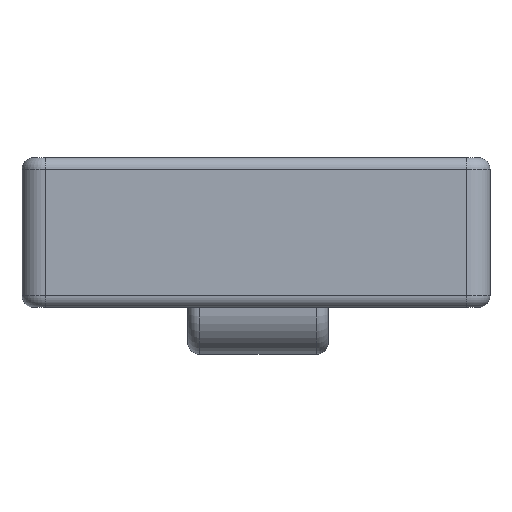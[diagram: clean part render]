
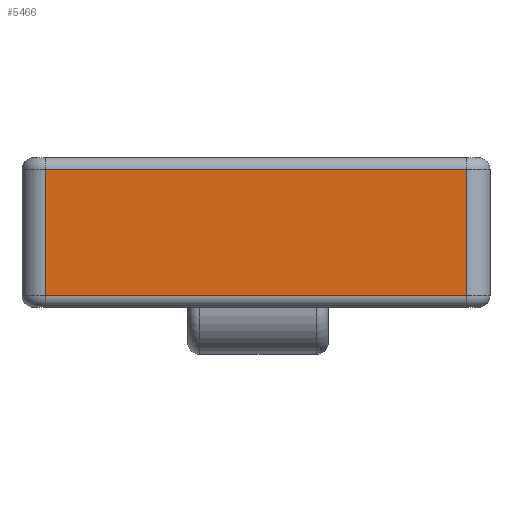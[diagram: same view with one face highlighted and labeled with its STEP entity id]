
A CAD part, left-side view. The second image highlights one B-rep face of the part: STEP entity #5466.
In plain terms, the highlighted planar face has unit normal (-1, 0, 0).
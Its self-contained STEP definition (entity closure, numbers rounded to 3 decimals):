
#249 = CYLINDRICAL_SURFACE('',#250,0.5);
#250 = AXIS2_PLACEMENT_3D('',#251,#252,#253);
#251 = CARTESIAN_POINT('',(0.537,1.085,0.5));
#252 = DIRECTION('',(0.,1.,0.));
#253 = DIRECTION('',(0.,0.,-1.));
#1775 = VERTEX_POINT('',#1776);
#1776 = CARTESIAN_POINT('',(0.037,1.085,0.5));
#1813 = CYLINDRICAL_SURFACE('',#1814,1.);
#1814 = AXIS2_PLACEMENT_3D('',#1815,#1816,#1817);
#1815 = CARTESIAN_POINT('',(1.037,1.085,0.));
#1816 = DIRECTION('',(0.,0.,-1.));
#1817 = DIRECTION('',(1.,0.,0.));
#1927 = EDGE_CURVE('',#1775,#1928,#1930,.T.);
#1928 = VERTEX_POINT('',#1929);
#1929 = CARTESIAN_POINT('',(0.037,19.085,0.5));
#1930 = SURFACE_CURVE('',#1931,(#1935,#1942),.PCURVE_S1.);
#1931 = LINE('',#1932,#1933);
#1932 = CARTESIAN_POINT('',(0.037,1.085,0.5));
#1933 = VECTOR('',#1934,1.);
#1934 = DIRECTION('',(0.,1.,0.));
#1935 = PCURVE('',#249,#1936);
#1936 = DEFINITIONAL_REPRESENTATION('',(#1937),#1941);
#1937 = LINE('',#1938,#1939);
#1938 = CARTESIAN_POINT('',(1.571,0.));
#1939 = VECTOR('',#1940,1.);
#1940 = DIRECTION('',(0.,1.));
#1941 = ( GEOMETRIC_REPRESENTATION_CONTEXT(2) 
PARAMETRIC_REPRESENTATION_CONTEXT() REPRESENTATION_CONTEXT('2D SPACE',''
  ) );
#1942 = PCURVE('',#1943,#1948);
#1943 = PLANE('',#1944);
#1944 = AXIS2_PLACEMENT_3D('',#1945,#1946,#1947);
#1945 = CARTESIAN_POINT('',(0.037,1.085,0.)
  );
#1946 = DIRECTION('',(-1.,0.,0.));
#1947 = DIRECTION('',(0.,1.,0.));
#1948 = DEFINITIONAL_REPRESENTATION('',(#1949),#1953);
#1949 = LINE('',#1950,#1951);
#1950 = CARTESIAN_POINT('',(0.,-0.5));
#1951 = VECTOR('',#1952,1.);
#1952 = DIRECTION('',(1.,0.));
#1953 = ( GEOMETRIC_REPRESENTATION_CONTEXT(2) 
PARAMETRIC_REPRESENTATION_CONTEXT() REPRESENTATION_CONTEXT('2D SPACE',''
  ) );
#2688 = CYLINDRICAL_SURFACE('',#2689,1.);
#2689 = AXIS2_PLACEMENT_3D('',#2690,#2691,#2692);
#2690 = CARTESIAN_POINT('',(1.037,19.085,0.));
#2691 = DIRECTION('',(0.,0.,-1.));
#2692 = DIRECTION('',(1.,0.,0.));
#5339 = EDGE_CURVE('',#1775,#5340,#5342,.T.);
#5340 = VERTEX_POINT('',#5341);
#5341 = CARTESIAN_POINT('',(0.037,1.085,5.9));
#5342 = SURFACE_CURVE('',#5343,(#5347,#5354),.PCURVE_S1.);
#5343 = LINE('',#5344,#5345);
#5344 = CARTESIAN_POINT('',(0.037,1.085,0.)
  );
#5345 = VECTOR('',#5346,1.);
#5346 = DIRECTION('',(0.,0.,1.));
#5347 = PCURVE('',#1813,#5348);
#5348 = DEFINITIONAL_REPRESENTATION('',(#5349),#5353);
#5349 = LINE('',#5350,#5351);
#5350 = CARTESIAN_POINT('',(-3.142,0.));
#5351 = VECTOR('',#5352,1.);
#5352 = DIRECTION('',(0.,-1.));
#5353 = ( GEOMETRIC_REPRESENTATION_CONTEXT(2) 
PARAMETRIC_REPRESENTATION_CONTEXT() REPRESENTATION_CONTEXT('2D SPACE',''
  ) );
#5354 = PCURVE('',#1943,#5355);
#5355 = DEFINITIONAL_REPRESENTATION('',(#5356),#5360);
#5356 = LINE('',#5357,#5358);
#5357 = CARTESIAN_POINT('',(0.,0.));
#5358 = VECTOR('',#5359,1.);
#5359 = DIRECTION('',(0.,-1.));
#5360 = ( GEOMETRIC_REPRESENTATION_CONTEXT(2) 
PARAMETRIC_REPRESENTATION_CONTEXT() REPRESENTATION_CONTEXT('2D SPACE',''
  ) );
#5466 = ADVANCED_FACE('',(#5467),#1943,.T.);
#5467 = FACE_BOUND('',#5468,.T.);
#5468 = EDGE_LOOP('',(#5469,#5470,#5498,#5519));
#5469 = ORIENTED_EDGE('',*,*,#5339,.T.);
#5470 = ORIENTED_EDGE('',*,*,#5471,.T.);
#5471 = EDGE_CURVE('',#5340,#5472,#5474,.T.);
#5472 = VERTEX_POINT('',#5473);
#5473 = CARTESIAN_POINT('',(0.037,19.085,5.9));
#5474 = SURFACE_CURVE('',#5475,(#5479,#5486),.PCURVE_S1.);
#5475 = LINE('',#5476,#5477);
#5476 = CARTESIAN_POINT('',(0.037,1.085,5.9));
#5477 = VECTOR('',#5478,1.);
#5478 = DIRECTION('',(0.,1.,0.));
#5479 = PCURVE('',#1943,#5480);
#5480 = DEFINITIONAL_REPRESENTATION('',(#5481),#5485);
#5481 = LINE('',#5482,#5483);
#5482 = CARTESIAN_POINT('',(0.,-5.9));
#5483 = VECTOR('',#5484,1.);
#5484 = DIRECTION('',(1.,0.));
#5485 = ( GEOMETRIC_REPRESENTATION_CONTEXT(2) 
PARAMETRIC_REPRESENTATION_CONTEXT() REPRESENTATION_CONTEXT('2D SPACE',''
  ) );
#5486 = PCURVE('',#5487,#5492);
#5487 = CYLINDRICAL_SURFACE('',#5488,0.5);
#5488 = AXIS2_PLACEMENT_3D('',#5489,#5490,#5491);
#5489 = CARTESIAN_POINT('',(0.537,1.085,5.9));
#5490 = DIRECTION('',(0.,1.,0.));
#5491 = DIRECTION('',(-1.,0.,0.));
#5492 = DEFINITIONAL_REPRESENTATION('',(#5493),#5497);
#5493 = LINE('',#5494,#5495);
#5494 = CARTESIAN_POINT('',(0.,0.));
#5495 = VECTOR('',#5496,1.);
#5496 = DIRECTION('',(0.,1.));
#5497 = ( GEOMETRIC_REPRESENTATION_CONTEXT(2) 
PARAMETRIC_REPRESENTATION_CONTEXT() REPRESENTATION_CONTEXT('2D SPACE',''
  ) );
#5498 = ORIENTED_EDGE('',*,*,#5499,.F.);
#5499 = EDGE_CURVE('',#1928,#5472,#5500,.T.);
#5500 = SURFACE_CURVE('',#5501,(#5505,#5512),.PCURVE_S1.);
#5501 = LINE('',#5502,#5503);
#5502 = CARTESIAN_POINT('',(0.037,19.085,0.)
  );
#5503 = VECTOR('',#5504,1.);
#5504 = DIRECTION('',(0.,0.,1.));
#5505 = PCURVE('',#1943,#5506);
#5506 = DEFINITIONAL_REPRESENTATION('',(#5507),#5511);
#5507 = LINE('',#5508,#5509);
#5508 = CARTESIAN_POINT('',(18.,0.));
#5509 = VECTOR('',#5510,1.);
#5510 = DIRECTION('',(0.,-1.));
#5511 = ( GEOMETRIC_REPRESENTATION_CONTEXT(2) 
PARAMETRIC_REPRESENTATION_CONTEXT() REPRESENTATION_CONTEXT('2D SPACE',''
  ) );
#5512 = PCURVE('',#2688,#5513);
#5513 = DEFINITIONAL_REPRESENTATION('',(#5514),#5518);
#5514 = LINE('',#5515,#5516);
#5515 = CARTESIAN_POINT('',(-3.142,0.));
#5516 = VECTOR('',#5517,1.);
#5517 = DIRECTION('',(0.,-1.));
#5518 = ( GEOMETRIC_REPRESENTATION_CONTEXT(2) 
PARAMETRIC_REPRESENTATION_CONTEXT() REPRESENTATION_CONTEXT('2D SPACE',''
  ) );
#5519 = ORIENTED_EDGE('',*,*,#1927,.F.);
